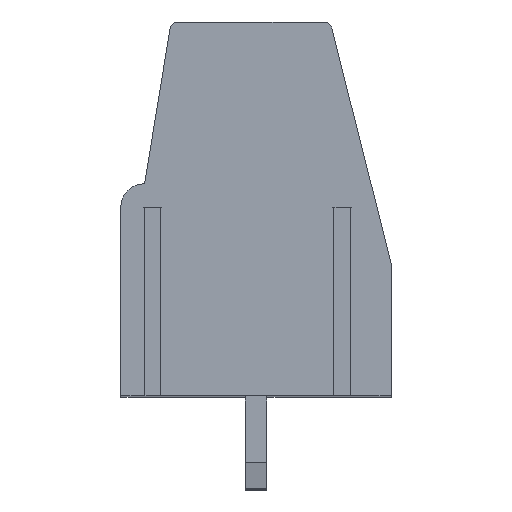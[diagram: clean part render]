
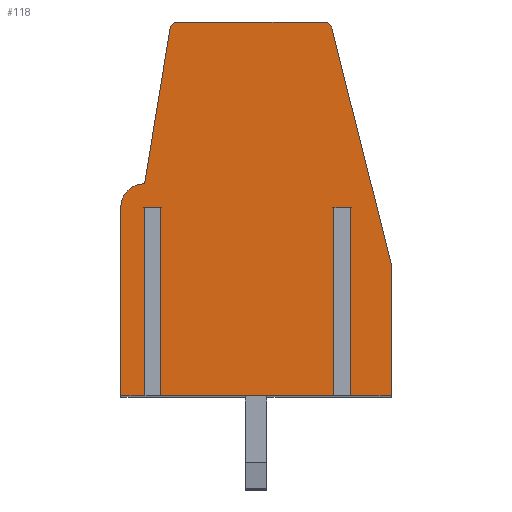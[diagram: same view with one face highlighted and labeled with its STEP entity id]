
A CAD part, top view. The second image highlights one B-rep face of the part: STEP entity #118.
In plain terms, the highlighted planar face has unit normal (0, 0, 1).
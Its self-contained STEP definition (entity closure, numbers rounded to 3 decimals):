
#50 = EDGE_CURVE ( 'NONE', #2977, #372, #4387, .T. ) ;
#114 = ORIENTED_EDGE ( 'NONE', *, *, #3288, .T. ) ;
#118 = ADVANCED_FACE ( 'NONE', ( #1984 ), #2052, .F. ) ;
#131 = ORIENTED_EDGE ( 'NONE', *, *, #4148, .T. ) ;
#136 = DIRECTION ( 'NONE',  ( -1., 0., 0. ) ) ;
#141 = EDGE_CURVE ( 'NONE', #372, #2688, #4699, .T. ) ;
#203 = CARTESIAN_POINT ( 'NONE',  ( 1.51, 7.1, 2.54 ) ) ;
#256 = EDGE_CURVE ( 'NONE', #1769, #2928, #2827, .T. ) ;
#266 = LINE ( 'NONE', #1370, #1437 ) ;
#270 = LINE ( 'NONE', #3947, #2165 ) ;
#271 = DIRECTION ( 'NONE',  ( 0.245, -0.97, 0. ) ) ;
#294 = DIRECTION ( 'NONE',  ( 0., 1., 0. ) ) ;
#350 = LINE ( 'NONE', #728, #699 ) ;
#372 = VERTEX_POINT ( 'NONE', #3462 ) ;
#428 = EDGE_CURVE ( 'NONE', #3469, #1222, #2904, .T. ) ;
#472 = DIRECTION ( 'NONE',  ( -1., 0., 0. ) ) ;
#495 = VERTEX_POINT ( 'NONE', #3027 ) ;
#604 = ORIENTED_EDGE ( 'NONE', *, *, #988, .T. ) ;
#634 = CARTESIAN_POINT ( 'NONE',  ( 8.66, 7.1, 2.54 ) ) ;
#635 = VECTOR ( 'NONE', #271, 1000. ) ;
#699 = VECTOR ( 'NONE', #2556, 1000. ) ;
#728 = CARTESIAN_POINT ( 'NONE',  ( 0.9, 8., 2.54 ) ) ;
#744 = CARTESIAN_POINT ( 'NONE',  ( 2.155, 14.1, 2.54 ) ) ;
#748 = CARTESIAN_POINT ( 'NONE',  ( 8.04, 0., 2.54 ) ) ;
#762 = CARTESIAN_POINT ( 'NONE',  ( 1.859, 13.849, 2.54 ) ) ;
#781 = EDGE_CURVE ( 'NONE', #3024, #3791, #3884, .T. ) ;
#823 = VECTOR ( 'NONE', #3912, 1000. ) ;
#869 = ORIENTED_EDGE ( 'NONE', *, *, #256, .F. ) ;
#904 = CARTESIAN_POINT ( 'NONE',  ( 7.957, 13.874, 2.54 ) ) ;
#918 = ORIENTED_EDGE ( 'NONE', *, *, #428, .F. ) ;
#988 = EDGE_CURVE ( 'NONE', #1769, #1235, #1306, .T. ) ;
#1005 = DIRECTION ( 'NONE',  ( -1., 0., 0. ) ) ;
#1095 = EDGE_CURVE ( 'NONE', #2688, #3469, #270, .T. ) ;
#1115 = VECTOR ( 'NONE', #136, 1000. ) ;
#1120 = DIRECTION ( 'NONE',  ( -1., 0., 0. ) ) ;
#1222 = VERTEX_POINT ( 'NONE', #3016 ) ;
#1235 = VERTEX_POINT ( 'NONE', #1509 ) ;
#1306 = LINE ( 'NONE', #1692, #2611 ) ;
#1314 = ORIENTED_EDGE ( 'NONE', *, *, #1456, .F. ) ;
#1320 = ORIENTED_EDGE ( 'NONE', *, *, #141, .F. ) ;
#1370 = CARTESIAN_POINT ( 'NONE',  ( 1.51, 66.33, 2.54 ) ) ;
#1437 = VECTOR ( 'NONE', #2830, 1000. ) ;
#1454 = AXIS2_PLACEMENT_3D ( 'NONE', #1568, #2653, #3018 ) ;
#1456 = EDGE_CURVE ( 'NONE', #1222, #3609, #350, .T. ) ;
#1488 = CARTESIAN_POINT ( 'NONE',  ( 1.51, 0., 2.54 ) ) ;
#1492 = LINE ( 'NONE', #2613, #1115 ) ;
#1509 = CARTESIAN_POINT ( 'NONE',  ( 8.66, 0., 2.54 ) ) ;
#1568 = CARTESIAN_POINT ( 'NONE',  ( 0.9, 7.1, 2.54 ) ) ;
#1574 = ORIENTED_EDGE ( 'NONE', *, *, #1095, .F. ) ;
#1692 = CARTESIAN_POINT ( 'NONE',  ( 8.66, 66.33, 2.54 ) ) ;
#1715 = CARTESIAN_POINT ( 'NONE',  ( 10.2, 0., 2.54 ) ) ;
#1769 = VERTEX_POINT ( 'NONE', #2203 ) ;
#1779 = LINE ( 'NONE', #1800, #3796 ) ;
#1796 = VECTOR ( 'NONE', #472, 1000. ) ;
#1800 = CARTESIAN_POINT ( 'NONE',  ( 10.2, 5., 2.54 ) ) ;
#1902 = CIRCLE ( 'NONE', #4543, 0.3 ) ;
#1937 = VERTEX_POINT ( 'NONE', #203 ) ;
#1940 = CARTESIAN_POINT ( 'NONE',  ( 7.666, 13.8, 2.54 ) ) ;
#1972 = AXIS2_PLACEMENT_3D ( 'NONE', #1940, #4095, #4441 ) ;
#1984 = FACE_OUTER_BOUND ( 'NONE', #2508, .T. ) ;
#2032 = DIRECTION ( 'NONE',  ( 0., -1., 0. ) ) ;
#2052 = PLANE ( 'NONE',  #4419 ) ;
#2149 = VECTOR ( 'NONE', #3552, 1000. ) ;
#2165 = VECTOR ( 'NONE', #294, 1000. ) ;
#2203 = CARTESIAN_POINT ( 'NONE',  ( 8.66, 7.1, 2.54 ) ) ;
#2292 = ORIENTED_EDGE ( 'NONE', *, *, #50, .F. ) ;
#2421 = DIRECTION ( 'NONE',  ( 0., -1., 0. ) ) ;
#2444 = ORIENTED_EDGE ( 'NONE', *, *, #3647, .F. ) ;
#2445 = CARTESIAN_POINT ( 'NONE',  ( 1.9, 14.1, 2.54 ) ) ;
#2452 = DIRECTION ( 'NONE',  ( 0., -1., 0. ) ) ;
#2471 = LINE ( 'NONE', #2445, #823 ) ;
#2472 = EDGE_CURVE ( 'NONE', #2928, #3024, #2775, .T. ) ;
#2508 = EDGE_LOOP ( 'NONE', ( #3437, #4191, #4343, #4152, #869, #604, #2444, #4403, #2873, #114, #2773, #131, #1314, #918, #1574, #1320, #2292 ) ) ;
#2516 = CARTESIAN_POINT ( 'NONE',  ( 0., 7.1, 2.54 ) ) ;
#2526 = VECTOR ( 'NONE', #2032, 1000. ) ;
#2556 = DIRECTION ( 'NONE',  ( 0.162, 0.987, 0. ) ) ;
#2584 = CARTESIAN_POINT ( 'NONE',  ( 0.89, 66.33, 2.54 ) ) ;
#2611 = VECTOR ( 'NONE', #4521, 1000. ) ;
#2613 = CARTESIAN_POINT ( 'NONE',  ( 10.2, 0., 2.54 ) ) ;
#2625 = DIRECTION ( 'NONE',  ( 0., 0., 1. ) ) ;
#2651 = VERTEX_POINT ( 'NONE', #904 ) ;
#2653 = DIRECTION ( 'NONE',  ( 0., 0., -1. ) ) ;
#2688 = VERTEX_POINT ( 'NONE', #3611 ) ;
#2755 = VECTOR ( 'NONE', #1005, 1000. ) ;
#2773 = ORIENTED_EDGE ( 'NONE', *, *, #4333, .F. ) ;
#2775 = LINE ( 'NONE', #3161, #3287 ) ;
#2806 = EDGE_CURVE ( 'NONE', #1937, #2977, #3758, .T. ) ;
#2827 = LINE ( 'NONE', #634, #2755 ) ;
#2830 = DIRECTION ( 'NONE',  ( 0., -1., 0. ) ) ;
#2834 = EDGE_CURVE ( 'NONE', #2651, #495, #2881, .T. ) ;
#2873 = ORIENTED_EDGE ( 'NONE', *, *, #2834, .F. ) ;
#2881 = LINE ( 'NONE', #3580, #635 ) ;
#2900 = CARTESIAN_POINT ( 'NONE',  ( 10.2, 0., 2.54 ) ) ;
#2904 = CIRCLE ( 'NONE', #1454, 0.9 ) ;
#2928 = VERTEX_POINT ( 'NONE', #3622 ) ;
#2955 = CARTESIAN_POINT ( 'NONE',  ( 0.89, 7.1, 2.54 ) ) ;
#2977 = VERTEX_POINT ( 'NONE', #2955 ) ;
#3016 = CARTESIAN_POINT ( 'NONE',  ( 0.9, 8., 2.54 ) ) ;
#3018 = DIRECTION ( 'NONE',  ( 1., 0., 0. ) ) ;
#3024 = VERTEX_POINT ( 'NONE', #748 ) ;
#3027 = CARTESIAN_POINT ( 'NONE',  ( 10.2, 5., 2.54 ) ) ;
#3157 = EDGE_CURVE ( 'NONE', #495, #3744, #1779, .T. ) ;
#3161 = CARTESIAN_POINT ( 'NONE',  ( 8.04, 66.33, 2.54 ) ) ;
#3281 = CARTESIAN_POINT ( 'NONE',  ( 7.666, 14.1, 2.54 ) ) ;
#3287 = VECTOR ( 'NONE', #2421, 1000. ) ;
#3288 = EDGE_CURVE ( 'NONE', #2651, #4452, #3339, .T. ) ;
#3339 = CIRCLE ( 'NONE', #1972, 0.3 ) ;
#3359 = VERTEX_POINT ( 'NONE', #744 ) ;
#3386 = VECTOR ( 'NONE', #3704, 1000. ) ;
#3437 = ORIENTED_EDGE ( 'NONE', *, *, #2806, .F. ) ;
#3462 = CARTESIAN_POINT ( 'NONE',  ( 0.89, 0., 2.54 ) ) ;
#3469 = VERTEX_POINT ( 'NONE', #2516 ) ;
#3552 = DIRECTION ( 'NONE',  ( -1., 0., 0. ) ) ;
#3580 = CARTESIAN_POINT ( 'NONE',  ( 7.9, 14.1, 2.54 ) ) ;
#3609 = VERTEX_POINT ( 'NONE', #762 ) ;
#3611 = CARTESIAN_POINT ( 'NONE',  ( 0., 0., 2.54 ) ) ;
#3622 = CARTESIAN_POINT ( 'NONE',  ( 8.04, 7.1, 2.54 ) ) ;
#3647 = EDGE_CURVE ( 'NONE', #3744, #1235, #1492, .T. ) ;
#3704 = DIRECTION ( 'NONE',  ( -1., 0., 0. ) ) ;
#3744 = VERTEX_POINT ( 'NONE', #3815 ) ;
#3758 = LINE ( 'NONE', #4453, #1796 ) ;
#3791 = VERTEX_POINT ( 'NONE', #1488 ) ;
#3796 = VECTOR ( 'NONE', #2452, 1000. ) ;
#3815 = CARTESIAN_POINT ( 'NONE',  ( 10.2, 0., 2.54 ) ) ;
#3884 = LINE ( 'NONE', #1715, #3386 ) ;
#3912 = DIRECTION ( 'NONE',  ( 1., 0., 0. ) ) ;
#3947 = CARTESIAN_POINT ( 'NONE',  ( 0., 0., 2.54 ) ) ;
#4095 = DIRECTION ( 'NONE',  ( 0., 0., 1. ) ) ;
#4107 = CARTESIAN_POINT ( 'NONE',  ( 2.155, 13.8, 2.54 ) ) ;
#4148 = EDGE_CURVE ( 'NONE', #3359, #3609, #1902, .T. ) ;
#4152 = ORIENTED_EDGE ( 'NONE', *, *, #2472, .F. ) ;
#4191 = ORIENTED_EDGE ( 'NONE', *, *, #4671, .T. ) ;
#4333 = EDGE_CURVE ( 'NONE', #3359, #4452, #2471, .T. ) ;
#4343 = ORIENTED_EDGE ( 'NONE', *, *, #781, .F. ) ;
#4387 = LINE ( 'NONE', #2584, #2526 ) ;
#4403 = ORIENTED_EDGE ( 'NONE', *, *, #3157, .F. ) ;
#4419 = AXIS2_PLACEMENT_3D ( 'NONE', #4530, #4576, #4508 ) ;
#4441 = DIRECTION ( 'NONE',  ( -1., 0., 0. ) ) ;
#4452 = VERTEX_POINT ( 'NONE', #3281 ) ;
#4453 = CARTESIAN_POINT ( 'NONE',  ( 1.51, 7.1, 2.54 ) ) ;
#4508 = DIRECTION ( 'NONE',  ( -1., 0., 0. ) ) ;
#4521 = DIRECTION ( 'NONE',  ( 0., -1., 0. ) ) ;
#4530 = CARTESIAN_POINT ( 'NONE',  ( 0.9, 7.1, 2.54 ) ) ;
#4543 = AXIS2_PLACEMENT_3D ( 'NONE', #4107, #2625, #1120 ) ;
#4576 = DIRECTION ( 'NONE',  ( 0., 0., -1. ) ) ;
#4671 = EDGE_CURVE ( 'NONE', #1937, #3791, #266, .T. ) ;
#4699 = LINE ( 'NONE', #2900, #2149 ) ;
